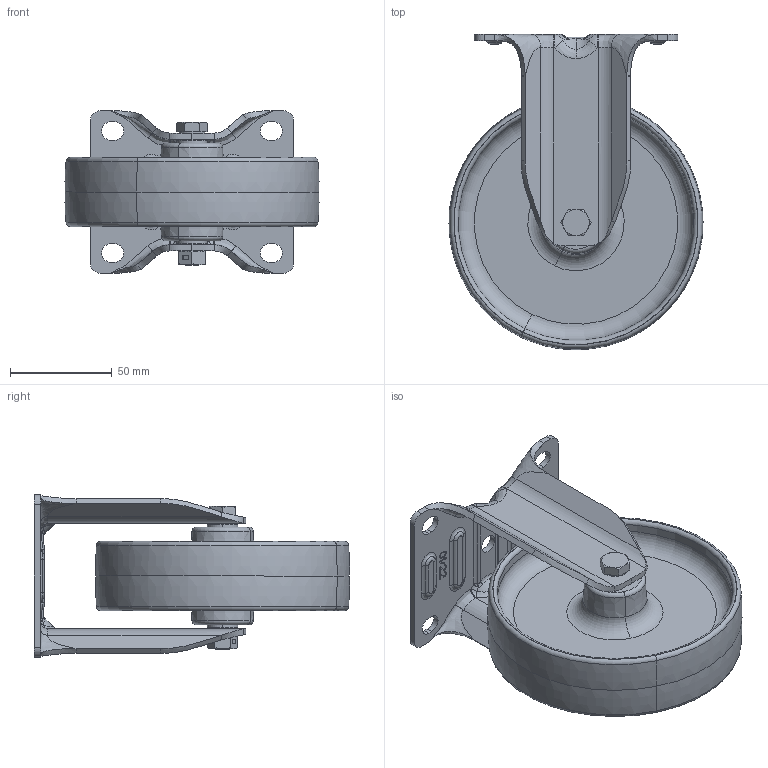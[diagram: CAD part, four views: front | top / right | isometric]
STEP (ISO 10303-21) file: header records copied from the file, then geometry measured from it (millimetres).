
FILE_DESCRIPTION (( 'STEP AP214' ), '1' );
FILE_NAME ('0055959.step', '2023-06-30T07:50:37', ( '' ), ( '' ), 'SwSTEP 2.0', 'SolidWorks 2020', '' );
FILE_SCHEMA (( 'AUTOMOTIVE_DESIGN' ));
Length unit declared in the file: millimetre
Products named in the file (1): 0055959
Bounding box: 124.91 x 154.93 x 80 mm (x, y, z)
Volume: 215803 mm3; surface area: 99343.6 mm2
Topology: 6 solids, 6 shells, 513 faces, 1231 edges, 748 vertices
Faces by surface type: plane 215, cylinder 112, bspline 108, torus 42, cone 36
Entity records: 30831 total; most frequent: CARTESIAN_POINT 13992, ORIENTED_EDGE 2450, DIRECTION 2061, EDGE_CURVE 1225, VERTEX_POINT 748, AXIS2_PLACEMENT_3D 716, VECTOR 629, LINE 629
